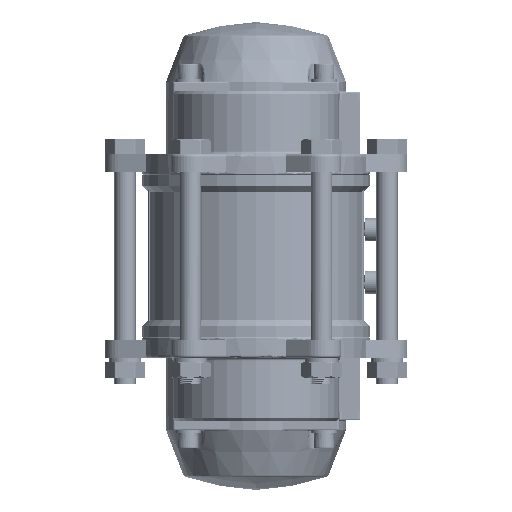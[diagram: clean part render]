
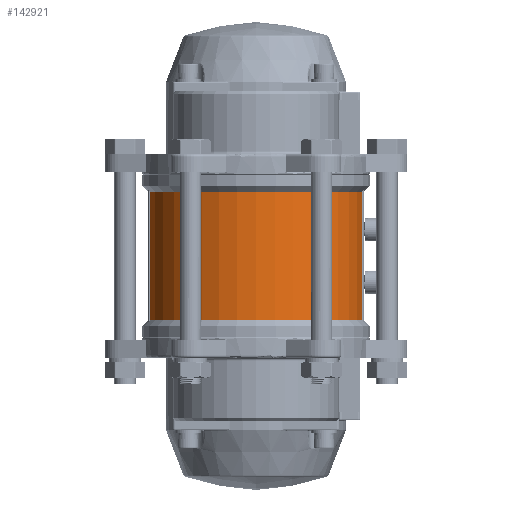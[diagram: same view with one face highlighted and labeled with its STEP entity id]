
A CAD part, front view. The second image highlights one B-rep face of the part: STEP entity #142921.
In plain terms, the highlighted cylindrical face has radius 81.9 mm (diameter 163.8 mm), a partial arc.
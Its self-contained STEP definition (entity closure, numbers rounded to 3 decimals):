
#3533 = EDGE_CURVE ( 'NONE', #230452, #253626, #54953, .T. ) ;
#6370 = VECTOR ( 'NONE', #110392, 1000. ) ;
#9884 = CARTESIAN_POINT ( 'NONE',  ( 0., 0., 49. ) ) ;
#18737 = AXIS2_PLACEMENT_3D ( 'NONE', #257077, #259884, #130044 ) ;
#27127 = CARTESIAN_POINT ( 'NONE',  ( -80.622, -14.412, -49. ) ) ;
#31809 = DIRECTION ( 'NONE',  ( 1., 0., 0. ) ) ;
#37918 = CYLINDRICAL_SURFACE ( 'NONE', #18737, 81.9 ) ;
#39841 = CIRCLE ( 'NONE', #221210, 81.9 ) ;
#54953 = LINE ( 'NONE', #120419, #280285 ) ;
#65229 = FACE_OUTER_BOUND ( 'NONE', #164758, .T. ) ;
#86117 = AXIS2_PLACEMENT_3D ( 'NONE', #104221, #256907, #126141 ) ;
#88721 = EDGE_CURVE ( 'NONE', #254431, #253626, #39841, .T. ) ;
#104221 = CARTESIAN_POINT ( 'NONE',  ( 0., 0., -49. ) ) ;
#110392 = DIRECTION ( 'NONE',  ( 0., 0., 1. ) ) ;
#112592 = EDGE_CURVE ( 'NONE', #201145, #254431, #173676, .T. ) ;
#114247 = CIRCLE ( 'NONE', #86117, 81.9 ) ;
#120419 = CARTESIAN_POINT ( 'NONE',  ( -80.622, -14.412, -61.6 ) ) ;
#121685 = ORIENTED_EDGE ( 'NONE', *, *, #88721, .T. ) ;
#126141 = DIRECTION ( 'NONE',  ( -1., 0., 0. ) ) ;
#130044 = DIRECTION ( 'NONE',  ( 1., 0., 0. ) ) ;
#142921 = ADVANCED_FACE ( 'NONE', ( #65229 ), #37918, .T. ) ;
#143452 = ORIENTED_EDGE ( 'NONE', *, *, #112592, .T. ) ;
#161332 = ORIENTED_EDGE ( 'NONE', *, *, #3533, .F. ) ;
#162602 = DIRECTION ( 'NONE',  ( 0., 0., -1. ) ) ;
#164758 = EDGE_LOOP ( 'NONE', ( #161332, #261903, #143452, #121685 ) ) ;
#165107 = EDGE_CURVE ( 'NONE', #230452, #201145, #114247, .T. ) ;
#173676 = LINE ( 'NONE', #177223, #6370 ) ;
#177223 = CARTESIAN_POINT ( 'NONE',  ( 80.622, -14.412, -61.6 ) ) ;
#201145 = VERTEX_POINT ( 'NONE', #201387 ) ;
#201387 = CARTESIAN_POINT ( 'NONE',  ( 80.622, -14.412, -49. ) ) ;
#221210 = AXIS2_PLACEMENT_3D ( 'NONE', #9884, #162602, #31809 ) ;
#230452 = VERTEX_POINT ( 'NONE', #27127 ) ;
#232377 = CARTESIAN_POINT ( 'NONE',  ( -80.622, -14.412, 49. ) ) ;
#253626 = VERTEX_POINT ( 'NONE', #232377 ) ;
#254431 = VERTEX_POINT ( 'NONE', #273676 ) ;
#256907 = DIRECTION ( 'NONE',  ( 0., 0., 1. ) ) ;
#257077 = CARTESIAN_POINT ( 'NONE',  ( 0., 0., -61.6 ) ) ;
#259884 = DIRECTION ( 'NONE',  ( 0., 0., 1. ) ) ;
#261903 = ORIENTED_EDGE ( 'NONE', *, *, #165107, .T. ) ;
#273077 = DIRECTION ( 'NONE',  ( 0., 0., 1. ) ) ;
#273676 = CARTESIAN_POINT ( 'NONE',  ( 80.622, -14.412, 49. ) ) ;
#280285 = VECTOR ( 'NONE', #273077, 1000. ) ;
